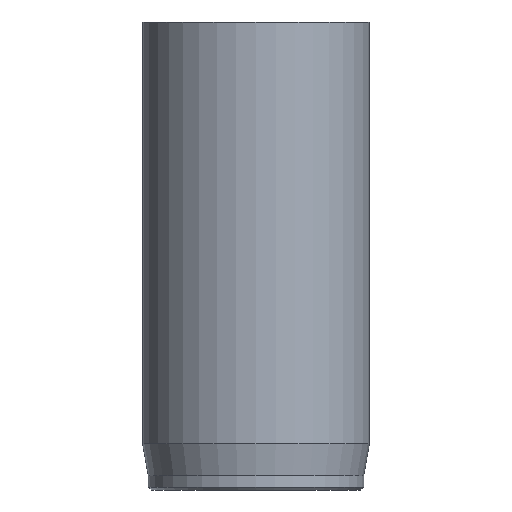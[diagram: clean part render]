
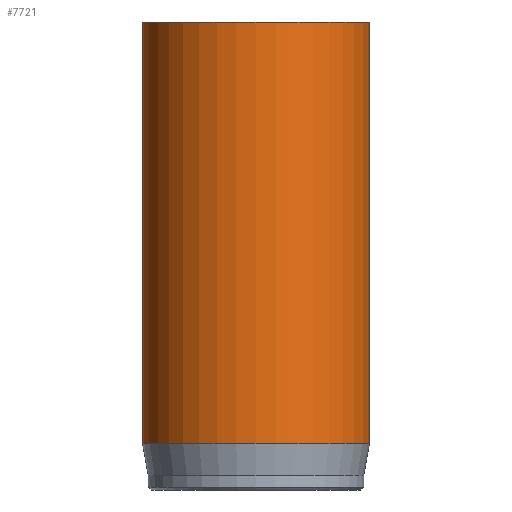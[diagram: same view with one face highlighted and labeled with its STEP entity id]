
A CAD part, front view. The second image highlights one B-rep face of the part: STEP entity #7721.
In plain terms, the highlighted cylindrical face has radius 8 mm (diameter 16 mm), a full revolution.
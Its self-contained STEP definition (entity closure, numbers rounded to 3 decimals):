
#32=CYLINDRICAL_SURFACE('',#8043,8.);
#48=CIRCLE('',#8012,8.);
#64=CIRCLE('',#8041,8.);
#65=CIRCLE('',#8042,8.);
#1072=FACE_OUTER_BOUND('',#1546,.T.);
#1546=EDGE_LOOP('',(#6978,#6979,#6980,#6981,#6982));
#2258=LINE('',#13970,#2978);
#2978=VECTOR('',#9267,8.);
#3700=VERTEX_POINT('',#13911);
#3716=VERTEX_POINT('',#13964);
#3717=VERTEX_POINT('',#13965);
#4786=EDGE_CURVE('',#3700,#3700,#48,.T.);
#4810=EDGE_CURVE('',#3716,#3717,#64,.T.);
#4811=EDGE_CURVE('',#3717,#3716,#65,.T.);
#4813=EDGE_CURVE('',#3700,#3716,#2258,.T.);
#6978=ORIENTED_EDGE('',*,*,#4786,.T.);
#6979=ORIENTED_EDGE('',*,*,#4813,.T.);
#6980=ORIENTED_EDGE('',*,*,#4810,.T.);
#6981=ORIENTED_EDGE('',*,*,#4811,.T.);
#6982=ORIENTED_EDGE('',*,*,#4813,.F.);
#7721=ADVANCED_FACE('',(#1072),#32,.T.);
#8012=AXIS2_PLACEMENT_3D('',#13912,#9194,#9195);
#8041=AXIS2_PLACEMENT_3D('',#13966,#9260,#9261);
#8042=AXIS2_PLACEMENT_3D('',#13967,#9262,#9263);
#8043=AXIS2_PLACEMENT_3D('',#13969,#9265,#9266);
#9194=DIRECTION('center_axis',(0.,0.,-1.));
#9195=DIRECTION('ref_axis',(-1.,0.,0.));
#9260=DIRECTION('center_axis',(0.,0.,1.));
#9261=DIRECTION('ref_axis',(-1.,0.,0.));
#9262=DIRECTION('center_axis',(0.,0.,1.));
#9263=DIRECTION('ref_axis',(-1.,0.,0.));
#9265=DIRECTION('center_axis',(0.,0.,1.));
#9266=DIRECTION('ref_axis',(-1.,0.,0.));
#9267=DIRECTION('',(0.,0.,-1.));
#13911=CARTESIAN_POINT('',(8.,0.,33.));
#13912=CARTESIAN_POINT('Origin',(0.,0.,33.));
#13964=CARTESIAN_POINT('',(8.,0.,3.269));
#13965=CARTESIAN_POINT('',(-8.,0.,3.269));
#13966=CARTESIAN_POINT('Origin',(0.,0.,3.269));
#13967=CARTESIAN_POINT('Origin',(0.,0.,3.269));
#13969=CARTESIAN_POINT('Origin',(0.,0.,0.));
#13970=CARTESIAN_POINT('',(8.,0.,0.));
